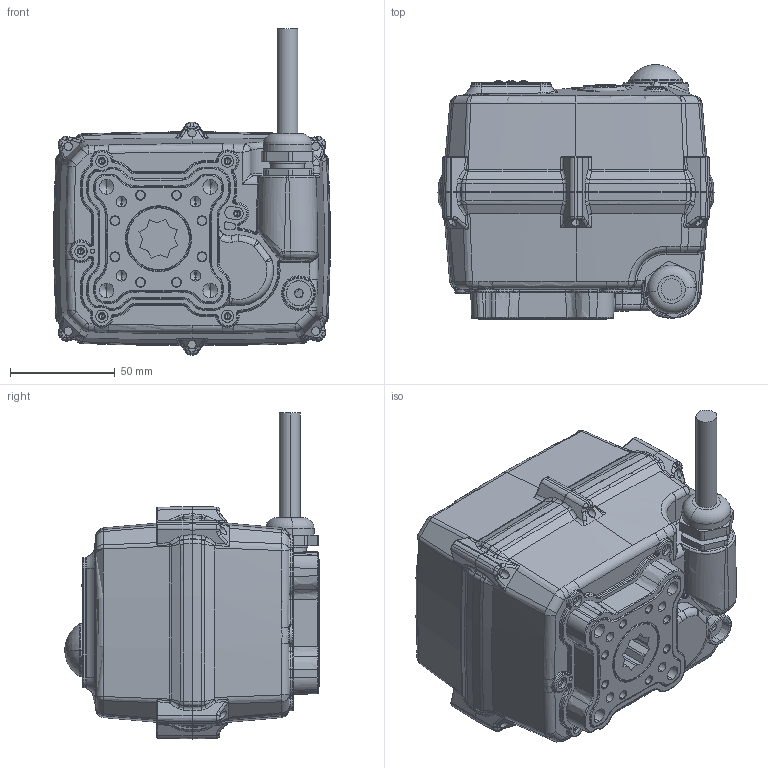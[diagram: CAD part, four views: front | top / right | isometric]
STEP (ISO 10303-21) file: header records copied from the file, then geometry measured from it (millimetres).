
FILE_DESCRIPTION(('FreeCAD Model'),'2;1');
FILE_NAME( 'AVA 3D SMART 50.step', '2021-09-20T11:57:36',('Author'),(''), 'Open CASCADE STEP processor 7.3','FreeCAD','Unknown');
FILE_SCHEMA(('AUTOMOTIVE_DESIGN { 1 0 10303 214 1 1 1 1 }'));
Length unit declared in the file: millimetre
Products named in the file (12): 50_Series; Chassis; Output_Drive; 50_Top_Housing; 50_Base_Housing; Manual_Override_Seal; M20_Gland; Manual_Override_Shaft; Dome; LED; OLED_Screen; Smart_Buttons
Assembly tree (11 placements, depth 2):
  50_Series
    Chassis
    Output_Drive
    50_Top_Housing
    50_Base_Housing
    Manual_Override_Seal
    M20_Gland
    Manual_Override_Shaft
    Dome
    LED
    OLED_Screen
    Smart_Buttons
Bounding box: 131.78 x 121.57 x 155.6 mm (x, y, z)
Volume: 323302 mm3; surface area: 197073.6 mm2
Topology: 11 solids, 12 shells, 3632 faces, 9199 edges, 5669 vertices
Faces by surface type: cylinder 1198, bspline 909, plane 766, cone 478, torus 229, sphere 32, revolution 20
Entity records: 417307 total; most frequent: CARTESIAN_POINT 256100, DIRECTION 23662, ORIENTED_EDGE 18270, PCURVE 18270, DEFINITIONAL_REPRESENTATION 18270, LINE 12073, VECTOR 12073, B_SPLINE_CURVE_WITH_KNOTS 10612
